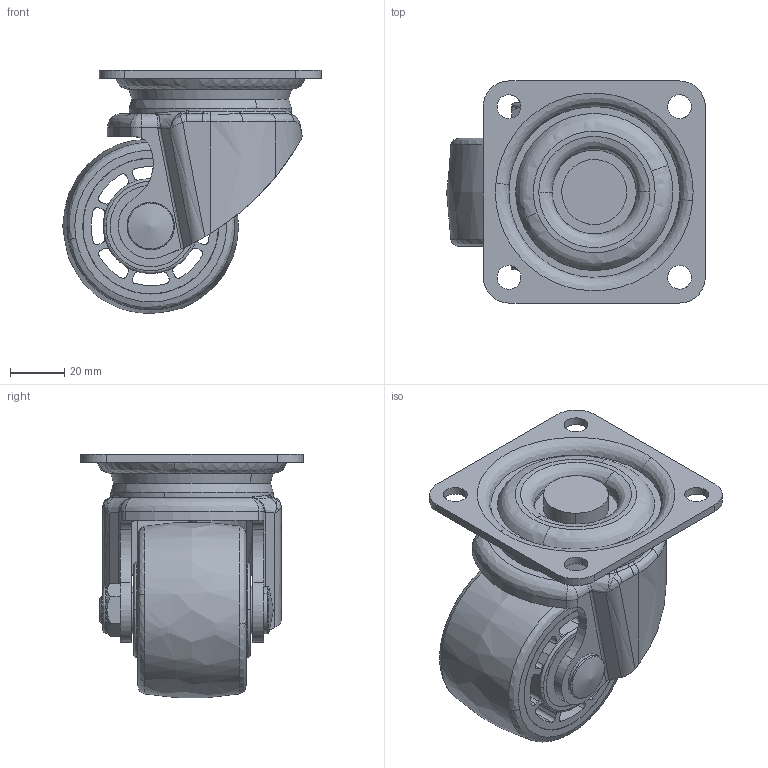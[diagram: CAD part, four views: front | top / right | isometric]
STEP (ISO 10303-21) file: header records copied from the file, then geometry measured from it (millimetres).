
FILE_DESCRIPTION((''),'2;1');
FILE_NAME('','2007-04-02T16:33:28',(''),(''),'','CADfix','');
FILE_SCHEMA(('AUTOMOTIVE_DESIGN { 1 0 10303 214 1 1 1 1 }'));
Length unit declared in the file: millimetre
Bounding box: 95.5 x 82 x 89.83 mm (x, y, z)
Volume: 205947.7 mm3; surface area: 73129.8 mm2
Topology: 7 solids, 7 shells, 332 faces, 1141 edges, 832 vertices
Faces by surface type: bspline 332
Entity records: 20746 total; most frequent: CARTESIAN_POINT 14067, ORIENTED_EDGE 2278, EDGE_CURVE 1139, VERTEX_POINT 832, B_SPLINE_CURVE_WITH_KNOTS 825, EDGE_LOOP 381, FACE_OUTER_BOUND 332, ADVANCED_FACE 332
